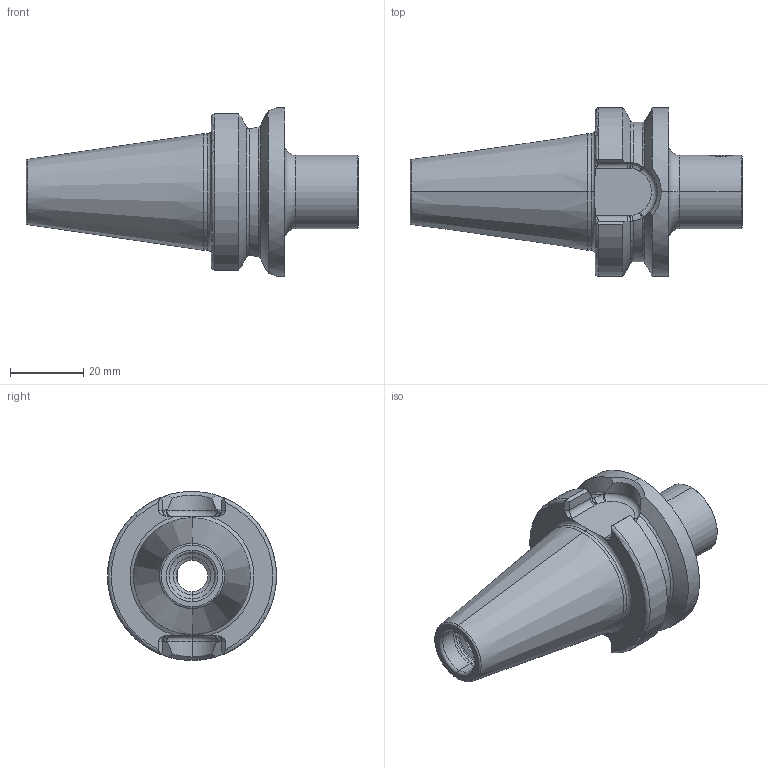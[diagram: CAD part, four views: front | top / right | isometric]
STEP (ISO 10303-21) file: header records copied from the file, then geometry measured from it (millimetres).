
FILE_DESCRIPTION (( 'STEP AP203' ), '1' );
FILE_NAME ('102.312.201.STEP', '2018-03-12T07:38:55', ( 'SWIAdmin' ), ( 'Hewlett-Packard Company' ), 'SwSTEP 2.0', 'SolidWorks 2017', '' );
FILE_SCHEMA (( 'CONFIG_CONTROL_DESIGN' ));
Length unit declared in the file: millimetre
Products named in the file (3): BT3-MB1.K01.042_B; MB1-ER1.001.006_A; 102.312.201
Assembly tree (2 placements, depth 2):
  102.312.201
    BT3-MB1.K01.042_B
    MB1-ER1.001.006_A
Bounding box: 90.4 x 46 x 46 mm (x, y, z)
Volume: 52542.8 mm3; surface area: 13907.3 mm2
Topology: 2 solids, 2 shells, 181 faces, 434 edges, 259 vertices
Faces by surface type: cylinder 54, plane 41, cone 39, torus 29, bspline 18
Entity records: 6268 total; most frequent: CARTESIAN_POINT 1946, ORIENTED_EDGE 864, DIRECTION 835, EDGE_CURVE 432, AXIS2_PLACEMENT_3D 348, VERTEX_POINT 259, EDGE_LOOP 189, FACE_OUTER_BOUND 181
